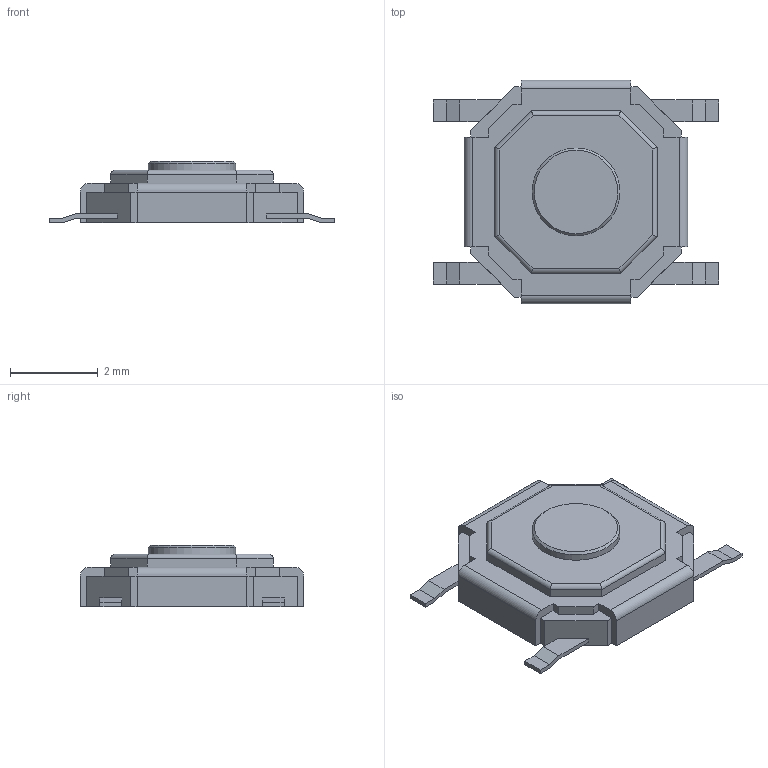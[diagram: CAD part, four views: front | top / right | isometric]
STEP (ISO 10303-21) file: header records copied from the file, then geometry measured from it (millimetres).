
FILE_DESCRIPTION(/* description */ (''),/* implementation_level */ '2;1');
FILE_NAME(/* name */ 'TS-1187A.step',/* time_stamp */ '2022-03-14T00:07:43+00:00',/* author */ (''),/* organization */ (''),/* preprocessor_version */ 'ST-DEVELOPER v18.1',/* originating_system */ 'Autodesk Translation Framework v10.13.0.1454',/* authorisation */ '');
FILE_SCHEMA (('AUTOMOTIVE_DESIGN { 1 0 10303 214 3 1 1 }'));
Length unit declared in the file: millimetre
Products named in the file (1): TS-1187A
Bounding box: 6.5 x 5.1 x 1.4 mm (x, y, z)
Volume: 24.4 mm3; surface area: 97.9 mm2
Topology: 10 solids, 10 shells, 132 faces, 324 edges, 213 vertices
Faces by surface type: plane 117, cylinder 14, cone 1
Full cylindrical faces by diameter (mm): 2 x2
Entity records: 3873 total; most frequent: CARTESIAN_POINT 670, ORIENTED_EDGE 648, DIRECTION 611, EDGE_CURVE 324, LINE 303, VECTOR 303, VERTEX_POINT 213, AXIS2_PLACEMENT_3D 154
